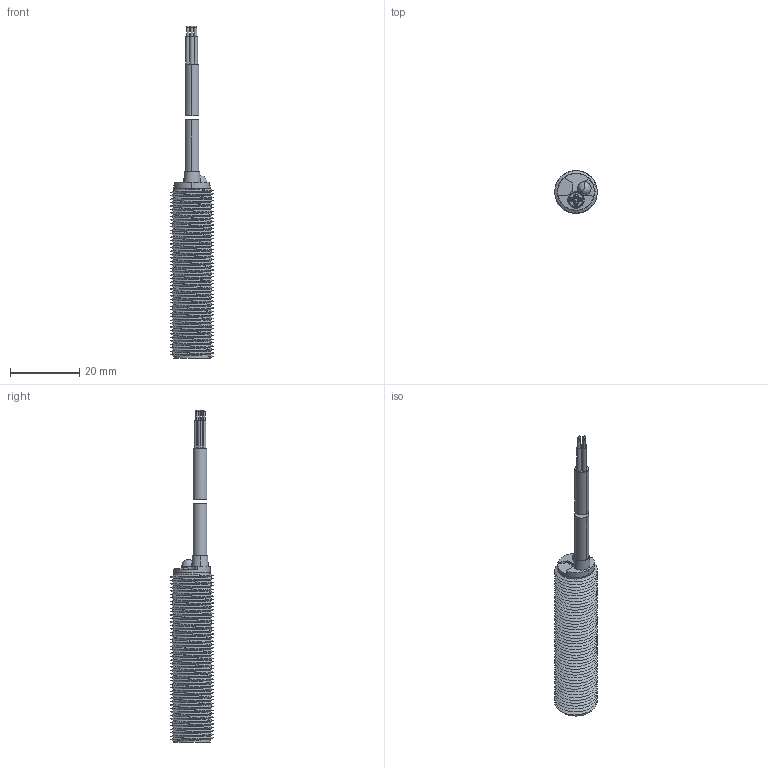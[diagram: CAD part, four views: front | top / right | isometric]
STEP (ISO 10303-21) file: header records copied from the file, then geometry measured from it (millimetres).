
FILE_DESCRIPTION( ('This file contains a STEP AP42 implementation' ,'as created by ZW3D STEP Interface translator.') ,'2;1' );
FILE_NAME( 'FCM1-1202X-X4UX.stp' ,'20 624.114221', (''), ('ZWCAD Software Co.'), 'Version 1.0', 'ZW3D to STEP translator', '' );
FILE_SCHEMA(('AUTOMOTIVE_DESIGN'));
Length unit declared in the file: millimetre
Products named in the file (2): 0; FCM1-1202X-X4UX
Bounding box: 12.26 x 12.26 x 96 mm (x, y, z)
Volume: 5765.5 mm3; surface area: 4474.6 mm2
Topology: 2 solids, 7 shells, 120 faces, 315 edges, 201 vertices
Faces by surface type: bspline 120
Entity records: 6834 total; most frequent: CARTESIAN_POINT 5038, ORIENTED_EDGE 604, EDGE_CURVE 307, VERTEX_POINT 201, EDGE_LOOP 127, FACE_OUTER_BOUND 120, ADVANCED_FACE 120, OVER_RIDING_STYLED_ITEM 120
